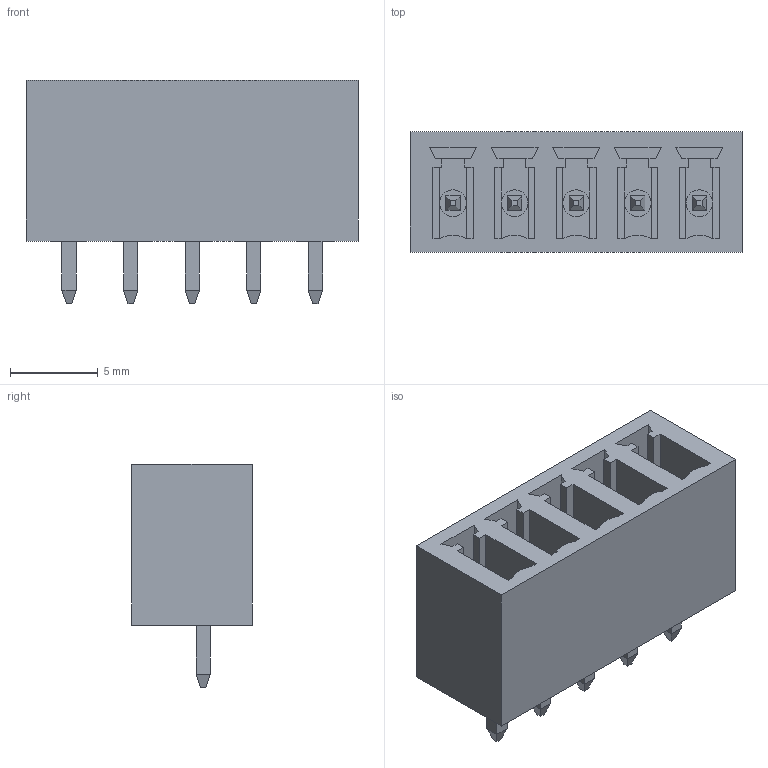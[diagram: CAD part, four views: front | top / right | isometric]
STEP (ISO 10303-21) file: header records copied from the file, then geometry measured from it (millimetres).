
FILE_DESCRIPTION((''),'2;1');
FILE_NAME('395011005','2015-01-16T',('me'),(''),'PRO/ENGINEER BY PARAMETRIC TECHNOLOGY CORPORATION, 2011490','PRO/ENGINEER BY PARAMETRIC TECHNOLOGY CORPORATION, 2011490','');
FILE_SCHEMA(('CONFIG_CONTROL_DESIGN'));
Length unit declared in the file: inch
Products named in the file (1): 395011005
Bounding box: 18.9 x 6.86 x 12.7 mm (x, y, z)
Volume: 787.4 mm3; surface area: 1638.1 mm2
Topology: 1 solids, 1 shells, 236 faces, 587 edges, 378 vertices
Faces by surface type: plane 221, cylinder 15
Entity records: 6835 total; most frequent: CARTESIAN_POINT 1182, ORIENTED_EDGE 1144, DIRECTION 1101, EDGE_CURVE 572, VECTOR 547, LINE 547, VERTEX_POINT 358, AXIS2_PLACEMENT_3D 277
